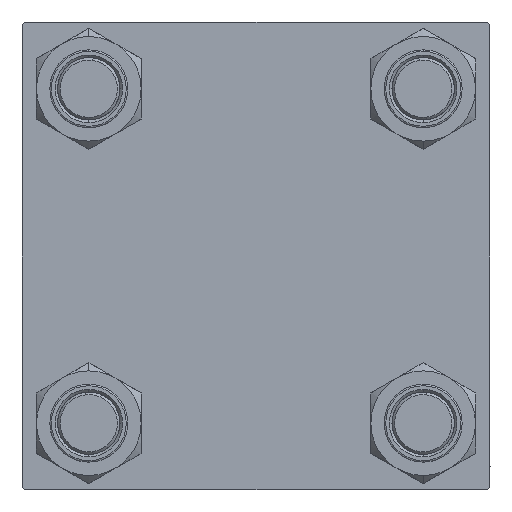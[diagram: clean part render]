
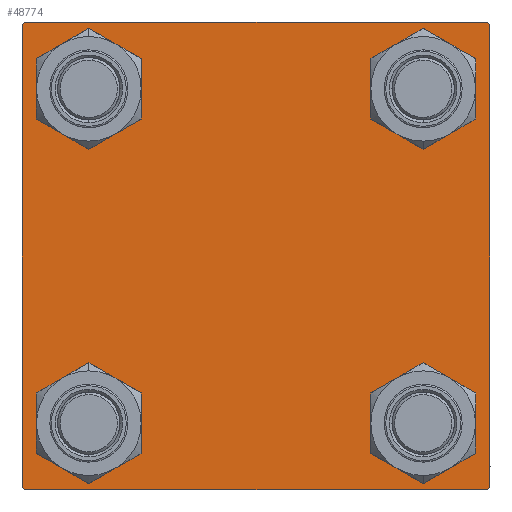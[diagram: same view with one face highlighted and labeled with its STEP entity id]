
A CAD part, left-side view. The second image highlights one B-rep face of the part: STEP entity #48774.
In plain terms, the highlighted planar face has unit normal (-1, 0, 0).
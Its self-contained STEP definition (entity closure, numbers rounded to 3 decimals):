
#607 = AXIS2_PLACEMENT_3D ( 'NONE', #1155, #13632, #29874 ) ;
#613 = CIRCLE ( 'NONE', #12844, 6.5 ) ;
#880 = DIRECTION ( 'NONE',  ( 1., 0., 0. ) ) ;
#1030 = CARTESIAN_POINT ( 'NONE',  ( 0., 44.75, 44.75 ) ) ;
#1155 = CARTESIAN_POINT ( 'NONE',  ( 0., -32.15, 32.15 ) ) ;
#1904 = ORIENTED_EDGE ( 'NONE', *, *, #21963, .F. ) ;
#3560 = EDGE_LOOP ( 'NONE', ( #10861, #39622 ) ) ;
#3977 = DIRECTION ( 'NONE',  ( 1., 0., 0. ) ) ;
#3987 = ORIENTED_EDGE ( 'NONE', *, *, #29719, .T. ) ;
#4251 = EDGE_LOOP ( 'NONE', ( #9201, #6396 ) ) ;
#5661 = EDGE_CURVE ( 'NONE', #20178, #5842, #34376, .T. ) ;
#5842 = VERTEX_POINT ( 'NONE', #40986 ) ;
#6045 = CARTESIAN_POINT ( 'NONE',  ( 0., 32.15, -32.15 ) ) ;
#6165 = CARTESIAN_POINT ( 'NONE',  ( 0., -45., -44.5 ) ) ;
#6396 = ORIENTED_EDGE ( 'NONE', *, *, #27285, .T. ) ;
#6643 = AXIS2_PLACEMENT_3D ( 'NONE', #47530, #3977, #23302 ) ;
#6677 = EDGE_CURVE ( 'NONE', #24806, #31572, #36404, .T. ) ;
#6823 = PLANE ( 'NONE',  #46226 ) ;
#7802 = EDGE_CURVE ( 'NONE', #45866, #46899, #25837, .T. ) ;
#7843 = LINE ( 'NONE', #10921, #8791 ) ;
#7949 = EDGE_CURVE ( 'NONE', #17572, #21064, #7843, .T. ) ;
#8791 = VECTOR ( 'NONE', #33792, 1000. ) ;
#8907 = EDGE_CURVE ( 'NONE', #24806, #5842, #19283, .T. ) ;
#9039 = EDGE_CURVE ( 'NONE', #41574, #31089, #23432, .T. ) ;
#9086 = DIRECTION ( 'NONE',  ( 0., 0., 1. ) ) ;
#9201 = ORIENTED_EDGE ( 'NONE', *, *, #17658, .T. ) ;
#9821 = DIRECTION ( 'NONE',  ( 0., 0., 1. ) ) ;
#10861 = ORIENTED_EDGE ( 'NONE', *, *, #27486, .T. ) ;
#10921 = CARTESIAN_POINT ( 'NONE',  ( 0., 45., -45. ) ) ;
#11904 = EDGE_CURVE ( 'NONE', #31572, #31208, #44963, .T. ) ;
#12266 = CARTESIAN_POINT ( 'NONE',  ( 0., -32.15, 25.65 ) ) ;
#12352 = DIRECTION ( 'NONE',  ( 0., 0., 1. ) ) ;
#12659 = EDGE_LOOP ( 'NONE', ( #25308, #42446 ) ) ;
#12687 = FACE_BOUND ( 'NONE', #12659, .T. ) ;
#12844 = AXIS2_PLACEMENT_3D ( 'NONE', #13431, #28943, #44523 ) ;
#13431 = CARTESIAN_POINT ( 'NONE',  ( 0., 32.15, 32.15 ) ) ;
#13632 = DIRECTION ( 'NONE',  ( 1., 0., 0. ) ) ;
#13643 = ORIENTED_EDGE ( 'NONE', *, *, #33304, .T. ) ;
#15175 = VERTEX_POINT ( 'NONE', #6165 ) ;
#15292 = AXIS2_PLACEMENT_3D ( 'NONE', #23563, #28407, #9086 ) ;
#15346 = CIRCLE ( 'NONE', #27528, 6.5 ) ;
#16290 = LINE ( 'NONE', #47622, #24466 ) ;
#17193 = DIRECTION ( 'NONE',  ( 0., 0., -1. ) ) ;
#17572 = VERTEX_POINT ( 'NONE', #37090 ) ;
#17658 = EDGE_CURVE ( 'NONE', #28679, #34716, #613, .T. ) ;
#17742 = DIRECTION ( 'NONE',  ( 1., 0., 0. ) ) ;
#18520 = CARTESIAN_POINT ( 'NONE',  ( 0., 0., 0. ) ) ;
#18553 = VECTOR ( 'NONE', #45130, 1000. ) ;
#18890 = CARTESIAN_POINT ( 'NONE',  ( 0., -45., 45. ) ) ;
#19283 = LINE ( 'NONE', #34801, #18553 ) ;
#19323 = ORIENTED_EDGE ( 'NONE', *, *, #37578, .T. ) ;
#20178 = VERTEX_POINT ( 'NONE', #32502 ) ;
#20648 = CARTESIAN_POINT ( 'NONE',  ( 0., 45., -44.5 ) ) ;
#20725 = CARTESIAN_POINT ( 'NONE',  ( 0., -32.15, 32.15 ) ) ;
#21064 = VERTEX_POINT ( 'NONE', #45672 ) ;
#21752 = CARTESIAN_POINT ( 'NONE',  ( 0., 45., 45. ) ) ;
#21963 = EDGE_CURVE ( 'NONE', #20178, #15175, #22710, .T. ) ;
#22035 = ORIENTED_EDGE ( 'NONE', *, *, #7802, .T. ) ;
#22537 = ORIENTED_EDGE ( 'NONE', *, *, #7949, .T. ) ;
#22710 = LINE ( 'NONE', #18890, #28410 ) ;
#23302 = DIRECTION ( 'NONE',  ( 0., 0., 1. ) ) ;
#23432 = CIRCLE ( 'NONE', #29938, 6.5 ) ;
#23563 = CARTESIAN_POINT ( 'NONE',  ( 0., -32.15, -32.15 ) ) ;
#24119 = VECTOR ( 'NONE', #46394, 1000. ) ;
#24307 = VECTOR ( 'NONE', #17193, 1000. ) ;
#24372 = FACE_BOUND ( 'NONE', #3560, .T. ) ;
#24430 = DIRECTION ( 'NONE',  ( 0., 0.707, -0.707 ) ) ;
#24466 = VECTOR ( 'NONE', #43295, 1000. ) ;
#24806 = VERTEX_POINT ( 'NONE', #32706 ) ;
#25308 = ORIENTED_EDGE ( 'NONE', *, *, #48189, .T. ) ;
#25561 = CARTESIAN_POINT ( 'NONE',  ( 0., -32.15, -32.15 ) ) ;
#25647 = CARTESIAN_POINT ( 'NONE',  ( 0., 45., 44.5 ) ) ;
#25837 = CIRCLE ( 'NONE', #15292, 6.5 ) ;
#26061 = DIRECTION ( 'NONE',  ( 1., 0., 0. ) ) ;
#27262 = ORIENTED_EDGE ( 'NONE', *, *, #6677, .T. ) ;
#27285 = EDGE_CURVE ( 'NONE', #34716, #28679, #27754, .T. ) ;
#27486 = EDGE_CURVE ( 'NONE', #31089, #41574, #15346, .T. ) ;
#27528 = AXIS2_PLACEMENT_3D ( 'NONE', #39158, #42744, #34091 ) ;
#27754 = CIRCLE ( 'NONE', #6643, 6.5 ) ;
#28207 = FACE_BOUND ( 'NONE', #45818, .T. ) ;
#28407 = DIRECTION ( 'NONE',  ( 1., 0., 0. ) ) ;
#28410 = VECTOR ( 'NONE', #34409, 1000. ) ;
#28679 = VERTEX_POINT ( 'NONE', #38249 ) ;
#28943 = DIRECTION ( 'NONE',  ( 1., 0., 0. ) ) ;
#29248 = EDGE_CURVE ( 'NONE', #30391, #31166, #30926, .T. ) ;
#29719 = EDGE_CURVE ( 'NONE', #21064, #15175, #16290, .T. ) ;
#29874 = DIRECTION ( 'NONE',  ( 0., 0., 1. ) ) ;
#29938 = AXIS2_PLACEMENT_3D ( 'NONE', #6045, #17742, #41156 ) ;
#30391 = VERTEX_POINT ( 'NONE', #12266 ) ;
#30926 = CIRCLE ( 'NONE', #48888, 6.5 ) ;
#31072 = VECTOR ( 'NONE', #47015, 1000. ) ;
#31089 = VERTEX_POINT ( 'NONE', #45674 ) ;
#31166 = VERTEX_POINT ( 'NONE', #43841 ) ;
#31208 = VERTEX_POINT ( 'NONE', #20648 ) ;
#31424 = LINE ( 'NONE', #47269, #31072 ) ;
#31572 = VERTEX_POINT ( 'NONE', #25647 ) ;
#32502 = CARTESIAN_POINT ( 'NONE',  ( 0., -45., 44.5 ) ) ;
#32706 = CARTESIAN_POINT ( 'NONE',  ( 0., 44.5, 45. ) ) ;
#33140 = EDGE_LOOP ( 'NONE', ( #37039, #13643, #22537, #3987, #1904, #46987, #41808, #27262 ) ) ;
#33304 = EDGE_CURVE ( 'NONE', #31208, #17572, #31424, .T. ) ;
#33792 = DIRECTION ( 'NONE',  ( 0., -1., 0. ) ) ;
#34091 = DIRECTION ( 'NONE',  ( 0., 0., 1. ) ) ;
#34376 = LINE ( 'NONE', #42549, #24119 ) ;
#34409 = DIRECTION ( 'NONE',  ( 0., 0., -1. ) ) ;
#34716 = VERTEX_POINT ( 'NONE', #45351 ) ;
#34801 = CARTESIAN_POINT ( 'NONE',  ( 0., 45., 45. ) ) ;
#35545 = CIRCLE ( 'NONE', #607, 6.5 ) ;
#36091 = CIRCLE ( 'NONE', #49987, 6.5 ) ;
#36404 = LINE ( 'NONE', #1030, #49443 ) ;
#37039 = ORIENTED_EDGE ( 'NONE', *, *, #11904, .T. ) ;
#37090 = CARTESIAN_POINT ( 'NONE',  ( 0., 44.5, -45. ) ) ;
#37578 = EDGE_CURVE ( 'NONE', #46899, #45866, #36091, .T. ) ;
#38249 = CARTESIAN_POINT ( 'NONE',  ( 0., 32.15, 38.65 ) ) ;
#39158 = CARTESIAN_POINT ( 'NONE',  ( 0., 32.15, -32.15 ) ) ;
#39622 = ORIENTED_EDGE ( 'NONE', *, *, #9039, .T. ) ;
#39917 = FACE_BOUND ( 'NONE', #4251, .T. ) ;
#40986 = CARTESIAN_POINT ( 'NONE',  ( 0., -44.5, 45. ) ) ;
#41156 = DIRECTION ( 'NONE',  ( 0., 0., 1. ) ) ;
#41190 = DIRECTION ( 'NONE',  ( 0., 0., 1. ) ) ;
#41574 = VERTEX_POINT ( 'NONE', #48860 ) ;
#41693 = DIRECTION ( 'NONE',  ( -1., 0., 0. ) ) ;
#41808 = ORIENTED_EDGE ( 'NONE', *, *, #8907, .F. ) ;
#42446 = ORIENTED_EDGE ( 'NONE', *, *, #29248, .T. ) ;
#42549 = CARTESIAN_POINT ( 'NONE',  ( 0., -44.75, 44.75 ) ) ;
#42744 = DIRECTION ( 'NONE',  ( 1., 0., 0. ) ) ;
#43295 = DIRECTION ( 'NONE',  ( 0., -0.707, 0.707 ) ) ;
#43810 = CARTESIAN_POINT ( 'NONE',  ( 0., -32.15, -25.65 ) ) ;
#43841 = CARTESIAN_POINT ( 'NONE',  ( 0., -32.15, 38.65 ) ) ;
#44523 = DIRECTION ( 'NONE',  ( 0., 0., 1. ) ) ;
#44963 = LINE ( 'NONE', #21752, #24307 ) ;
#45040 = FACE_OUTER_BOUND ( 'NONE', #33140, .T. ) ;
#45130 = DIRECTION ( 'NONE',  ( 0., -1., 0. ) ) ;
#45351 = CARTESIAN_POINT ( 'NONE',  ( 0., 32.15, 25.65 ) ) ;
#45672 = CARTESIAN_POINT ( 'NONE',  ( 0., -44.5, -45. ) ) ;
#45674 = CARTESIAN_POINT ( 'NONE',  ( 0., 32.15, -25.65 ) ) ;
#45818 = EDGE_LOOP ( 'NONE', ( #19323, #22035 ) ) ;
#45866 = VERTEX_POINT ( 'NONE', #47127 ) ;
#46226 = AXIS2_PLACEMENT_3D ( 'NONE', #18520, #41693, #41190 ) ;
#46394 = DIRECTION ( 'NONE',  ( 0., 0.707, 0.707 ) ) ;
#46899 = VERTEX_POINT ( 'NONE', #43810 ) ;
#46987 = ORIENTED_EDGE ( 'NONE', *, *, #5661, .T. ) ;
#47015 = DIRECTION ( 'NONE',  ( 0., -0.707, -0.707 ) ) ;
#47127 = CARTESIAN_POINT ( 'NONE',  ( 0., -32.15, -38.65 ) ) ;
#47269 = CARTESIAN_POINT ( 'NONE',  ( 0., 44.75, -44.75 ) ) ;
#47530 = CARTESIAN_POINT ( 'NONE',  ( 0., 32.15, 32.15 ) ) ;
#47622 = CARTESIAN_POINT ( 'NONE',  ( 0., -44.75, -44.75 ) ) ;
#48189 = EDGE_CURVE ( 'NONE', #31166, #30391, #35545, .T. ) ;
#48774 = ADVANCED_FACE ( 'NONE', ( #12687, #28207, #24372, #39917, #45040 ), #6823, .T. ) ;
#48860 = CARTESIAN_POINT ( 'NONE',  ( 0., 32.15, -38.65 ) ) ;
#48888 = AXIS2_PLACEMENT_3D ( 'NONE', #20725, #880, #12352 ) ;
#49443 = VECTOR ( 'NONE', #24430, 1000. ) ;
#49987 = AXIS2_PLACEMENT_3D ( 'NONE', #25561, #26061, #9821 ) ;
